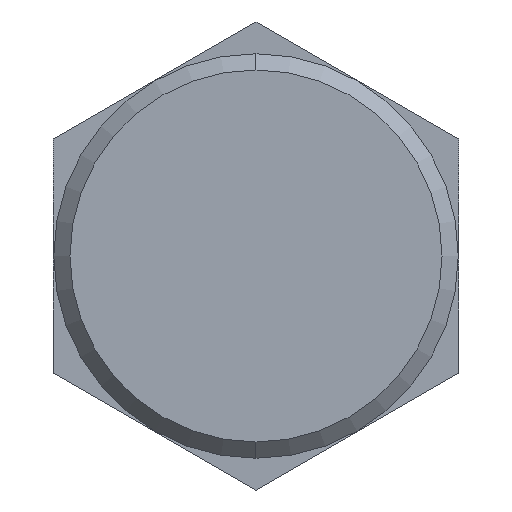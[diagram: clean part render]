
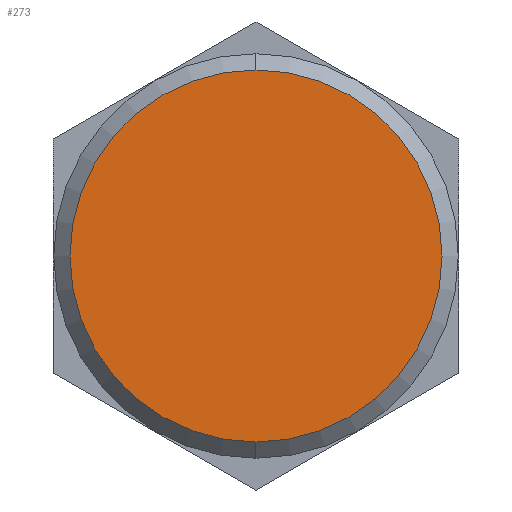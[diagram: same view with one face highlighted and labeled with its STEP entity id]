
A CAD part, left-side view. The second image highlights one B-rep face of the part: STEP entity #273.
In plain terms, the highlighted planar face has unit normal (-1, 0, 0).
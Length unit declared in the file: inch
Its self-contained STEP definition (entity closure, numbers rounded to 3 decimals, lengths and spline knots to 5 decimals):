
#18 = AXIS2_PLACEMENT_3D ( 'NONE', #686, #148, #311 ) ;
#69 = CARTESIAN_POINT ( 'NONE',  ( 0., 0., -0.2295 ) ) ;
#91 = CIRCLE ( 'NONE', #18, 0.2295 ) ;
#136 = DIRECTION ( 'NONE',  ( 0., 0., -1. ) ) ;
#148 = DIRECTION ( 'NONE',  ( -1., 0., 0. ) ) ;
#273 = ADVANCED_FACE ( 'NONE', ( #943 ), #731, .F. ) ;
#311 = DIRECTION ( 'NONE',  ( 0., 0., -1. ) ) ;
#345 = ORIENTED_EDGE ( 'NONE', *, *, #486, .T. ) ;
#383 = AXIS2_PLACEMENT_3D ( 'NONE', #581, #950, #866 ) ;
#404 = EDGE_LOOP ( 'NONE', ( #921, #345 ) ) ;
#437 = DIRECTION ( 'NONE',  ( -1., 0., 0. ) ) ;
#486 = EDGE_CURVE ( 'NONE', #830, #959, #91, .T. ) ;
#517 = CARTESIAN_POINT ( 'NONE',  ( 0., 0., 0. ) ) ;
#581 = CARTESIAN_POINT ( 'NONE',  ( 0., 0., 0. ) ) ;
#624 = AXIS2_PLACEMENT_3D ( 'NONE', #517, #437, #136 ) ;
#625 = CIRCLE ( 'NONE', #624, 0.2295 ) ;
#686 = CARTESIAN_POINT ( 'NONE',  ( 0., 0., 0. ) ) ;
#724 = CARTESIAN_POINT ( 'NONE',  ( 0., 0., 0.2295 ) ) ;
#731 = PLANE ( 'NONE',  #383 ) ;
#830 = VERTEX_POINT ( 'NONE', #724 ) ;
#866 = DIRECTION ( 'NONE',  ( 0., 0., -1. ) ) ;
#876 = EDGE_CURVE ( 'NONE', #959, #830, #625, .T. ) ;
#921 = ORIENTED_EDGE ( 'NONE', *, *, #876, .T. ) ;
#943 = FACE_OUTER_BOUND ( 'NONE', #404, .T. ) ;
#950 = DIRECTION ( 'NONE',  ( 1., 0., 0. ) ) ;
#959 = VERTEX_POINT ( 'NONE', #69 ) ;
